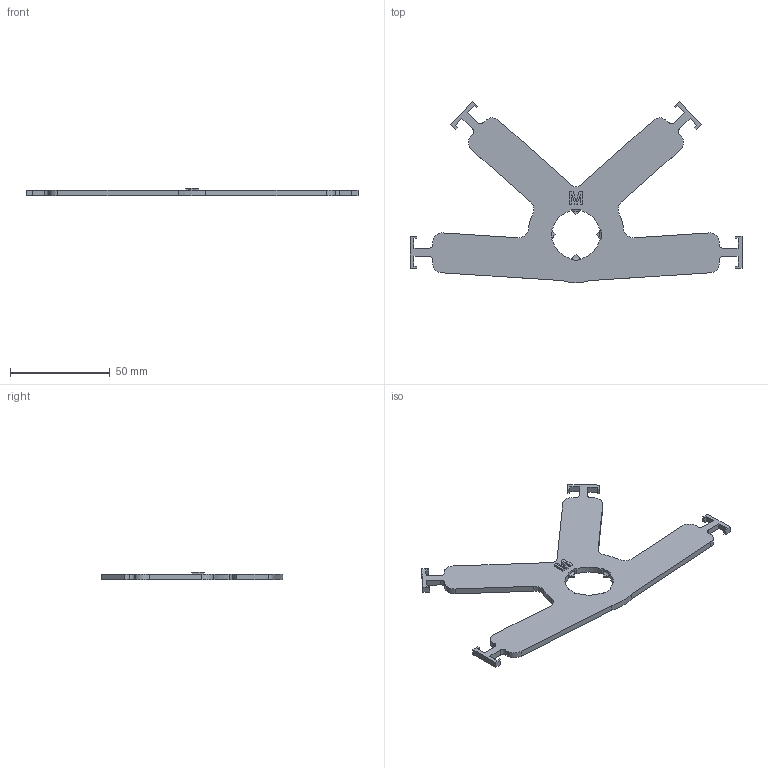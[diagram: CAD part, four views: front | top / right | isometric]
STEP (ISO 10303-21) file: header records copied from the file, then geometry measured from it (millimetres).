
FILE_DESCRIPTION( ( '' ), ' ' );
FILE_NAME( '5e9e13e69275e510ac5a597d.step', '2020-04-20T21:28:06', ( '' ), ( '' ), ' ', ' ', ' ' );
FILE_SCHEMA( ( 'AUTOMOTIVE_DESIGN { 1 0 10303 214 1 1 1 1 }' ) );
Length unit declared in the file: metre
Products named in the file (1): Part 1
Bounding box: 166.26 x 90.79 x 4 mm (x, y, z)
Volume: 17170.2 mm3; surface area: 13968.2 mm2
Topology: 1 solids, 1 shells, 138 faces, 399 edges, 264 vertices
Faces by surface type: plane 99, cylinder 32, torus 4, extrusion 3
Entity records: 5689 total; most frequent: CARTESIAN_POINT 892, ORIENTED_EDGE 798, DIRECTION 728, EDGE_CURVE 399, VECTOR 320, LINE 317, VERTEX_POINT 264, AXIS2_PLACEMENT_3D 204
